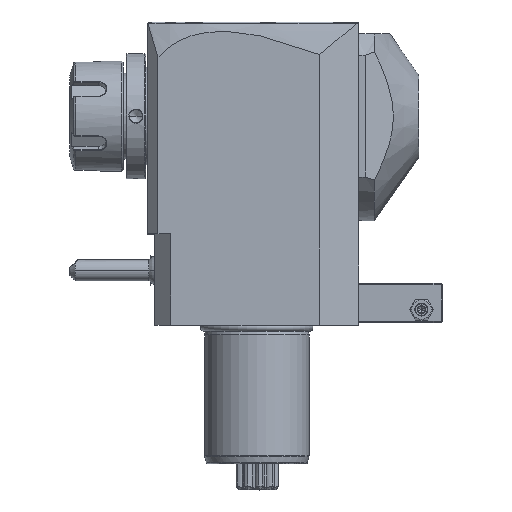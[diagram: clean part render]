
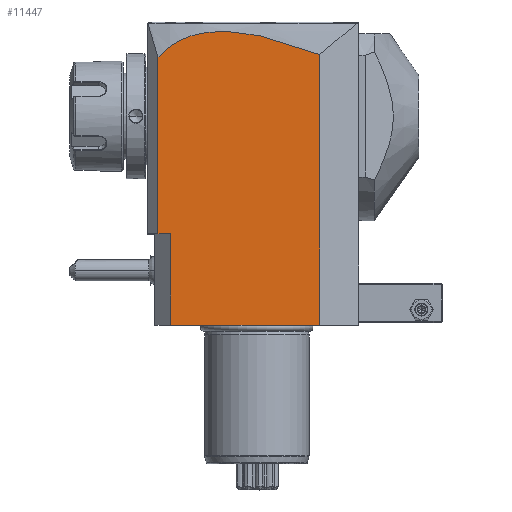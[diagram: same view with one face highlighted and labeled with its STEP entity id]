
A CAD part, top view. The second image highlights one B-rep face of the part: STEP entity #11447.
In plain terms, the highlighted planar face has unit normal (0, 0, 1).
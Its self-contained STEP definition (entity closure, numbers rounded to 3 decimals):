
#29=DIRECTION('',(-1.,0.,0.));
#30=VECTOR('',#29,57.);
#31=CARTESIAN_POINT('',(24.,0.,37.5));
#32=LINE('',#31,#30);
#261=DIRECTION('',(0.,-1.,0.));
#262=VECTOR('',#261,35.);
#263=CARTESIAN_POINT('',(-33.,35.,37.5));
#264=LINE('',#263,#262);
#269=DIRECTION('',(0.,-1.,0.));
#270=VECTOR('',#269,103.515);
#271=CARTESIAN_POINT('',(24.,103.515,37.5));
#272=LINE('',#271,#270);
#273=DIRECTION('',(0.,-1.,0.));
#274=VECTOR('',#273,67.483);
#275=CARTESIAN_POINT('',(-37.8,102.483,37.5));
#276=LINE('',#275,#274);
#277=CARTESIAN_POINT('',(24.,103.515,37.5));
#278=CARTESIAN_POINT('',(22.8,103.987,37.5));
#279=CARTESIAN_POINT('',(20.452,104.886,37.5));
#280=CARTESIAN_POINT('',(17.084,106.106,37.5));
#281=CARTESIAN_POINT('',(13.878,107.198,37.5));
#282=CARTESIAN_POINT('',(10.834,108.167,37.5));
#283=CARTESIAN_POINT('',(7.958,109.014,37.5));
#284=CARTESIAN_POINT('',(5.255,109.744,37.5));
#285=CARTESIAN_POINT('',(2.724,110.365,37.5));
#286=CARTESIAN_POINT('',(0.356,110.884,37.5));
#287=CARTESIAN_POINT('',(-1.854,111.312,37.5));
#288=CARTESIAN_POINT('',(-3.918,111.657,37.5));
#289=CARTESIAN_POINT('',(-5.85,111.928,37.5));
#290=CARTESIAN_POINT('',(-7.665,112.134,37.5));
#291=CARTESIAN_POINT('',(-9.379,112.281,37.5));
#292=CARTESIAN_POINT('',(-11.002,112.375,37.5));
#293=CARTESIAN_POINT('',(-12.541,112.42,37.5));
#294=CARTESIAN_POINT('',(-14.003,112.421,37.5));
#295=CARTESIAN_POINT('',(-15.395,112.381,37.5));
#296=CARTESIAN_POINT('',(-16.724,112.302,37.5));
#297=CARTESIAN_POINT('',(-17.993,112.189,37.5));
#298=CARTESIAN_POINT('',(-19.209,112.042,37.5));
#299=CARTESIAN_POINT('',(-20.374,111.864,37.5));
#300=CARTESIAN_POINT('',(-21.494,111.656,37.5));
#301=CARTESIAN_POINT('',(-22.573,111.421,37.5));
#302=CARTESIAN_POINT('',(-23.614,111.158,37.5));
#303=CARTESIAN_POINT('',(-24.62,110.868,37.5));
#304=CARTESIAN_POINT('',(-25.594,110.553,37.5));
#305=CARTESIAN_POINT('',(-26.54,110.212,37.5));
#306=CARTESIAN_POINT('',(-27.458,109.846,37.5));
#307=CARTESIAN_POINT('',(-28.352,109.454,37.5));
#308=CARTESIAN_POINT('',(-29.224,109.037,37.5));
#309=CARTESIAN_POINT('',(-30.075,108.594,37.5));
#310=CARTESIAN_POINT('',(-30.908,108.123,37.5));
#311=CARTESIAN_POINT('',(-31.723,107.626,37.5));
#312=CARTESIAN_POINT('',(-32.523,107.1,37.5));
#313=CARTESIAN_POINT('',(-33.31,106.544,37.5));
#314=CARTESIAN_POINT('',(-34.083,105.957,37.5));
#315=CARTESIAN_POINT('',(-34.845,105.337,37.5));
#316=CARTESIAN_POINT('',(-35.597,104.683,37.5));
#317=CARTESIAN_POINT('',(-36.34,103.992,37.5));
#318=CARTESIAN_POINT('',(-37.074,103.262,37.5));
#319=CARTESIAN_POINT('',(-37.559,102.747,37.5));
#320=CARTESIAN_POINT('',(-37.8,102.483,37.5));
#326=DIRECTION('',(1.,0.,0.));
#327=VECTOR('',#326,4.8);
#328=CARTESIAN_POINT('',(-37.8,35.,37.5));
#329=LINE('',#328,#327);
#10585=CARTESIAN_POINT('',(-37.8,102.483,37.5));
#10586=CARTESIAN_POINT('',(-37.8,35.,37.5));
#10587=VERTEX_POINT('',#10585);
#10588=VERTEX_POINT('',#10586);
#10614=VERTEX_POINT('',#277);
#10643=CARTESIAN_POINT('',(-33.,35.,37.5));
#10644=VERTEX_POINT('',#10643);
#10985=CARTESIAN_POINT('',(24.,0.,37.5));
#10987=VERTEX_POINT('',#10985);
#10988=CARTESIAN_POINT('',(-33.,0.,37.5));
#10989=VERTEX_POINT('',#10988);
#11431=CARTESIAN_POINT('',(-39.202,35.,37.5));
#11432=DIRECTION('',(0.,0.,1.));
#11433=DIRECTION('',(1.,0.,0.));
#11434=AXIS2_PLACEMENT_3D('',#11431,#11432,#11433);
#11435=PLANE('',#11434);
#11436=ORIENTED_EDGE('',*,*,#11264,.T.);
#11437=ORIENTED_EDGE('',*,*,#11239,.T.);
#11438=ORIENTED_EDGE('',*,*,#11422,.F.);
#11440=ORIENTED_EDGE('',*,*,#11439,.F.);
#11442=ORIENTED_EDGE('',*,*,#11441,.F.);
#11444=ORIENTED_EDGE('',*,*,#11443,.F.);
#11445=EDGE_LOOP('',(#11436,#11437,#11438,#11440,#11442,#11444));
#11446=FACE_OUTER_BOUND('',#11445,.F.);
#321=B_SPLINE_CURVE_WITH_KNOTS('',3,(#277,#278,#279,#280,#281,#282,#283,#284,
#285,#286,#287,#288,#289,#290,#291,#292,#293,#294,#295,#296,#297,#298,#299,#300,
#301,#302,#303,#304,#305,#306,#307,#308,#309,#310,#311,#312,#313,#314,#315,#316,
#317,#318,#319,#320),.UNSPECIFIED.,.F.,.F.,(4,1,1,1,1,1,1,1,1,1,1,1,1,1,1,1,1,1,
1,1,1,1,1,1,1,1,1,1,1,1,1,1,1,1,1,1,1,1,1,1,1,4),(0.,0.024,
0.049,0.073,0.098,0.122,
0.146,0.171,0.195,0.22,
0.244,0.268,0.293,0.317,
0.341,0.366,0.39,0.415,
0.439,0.463,0.488,0.512,
0.537,0.561,0.585,0.61,
0.634,0.659,0.683,0.707,
0.732,0.756,0.78,0.805,
0.829,0.854,0.878,0.902,
0.927,0.951,0.976,1.),.UNSPECIFIED.);
#11239=EDGE_CURVE('',#10987,#10989,#32,.T.);
#11264=EDGE_CURVE('',#10614,#10987,#272,.T.);
#11422=EDGE_CURVE('',#10644,#10989,#264,.T.);
#11439=EDGE_CURVE('',#10588,#10644,#329,.T.);
#11441=EDGE_CURVE('',#10587,#10588,#276,.T.);
#11443=EDGE_CURVE('',#10614,#10587,#321,.T.);
#11447=ADVANCED_FACE('',(#11446),#11435,.T.);
